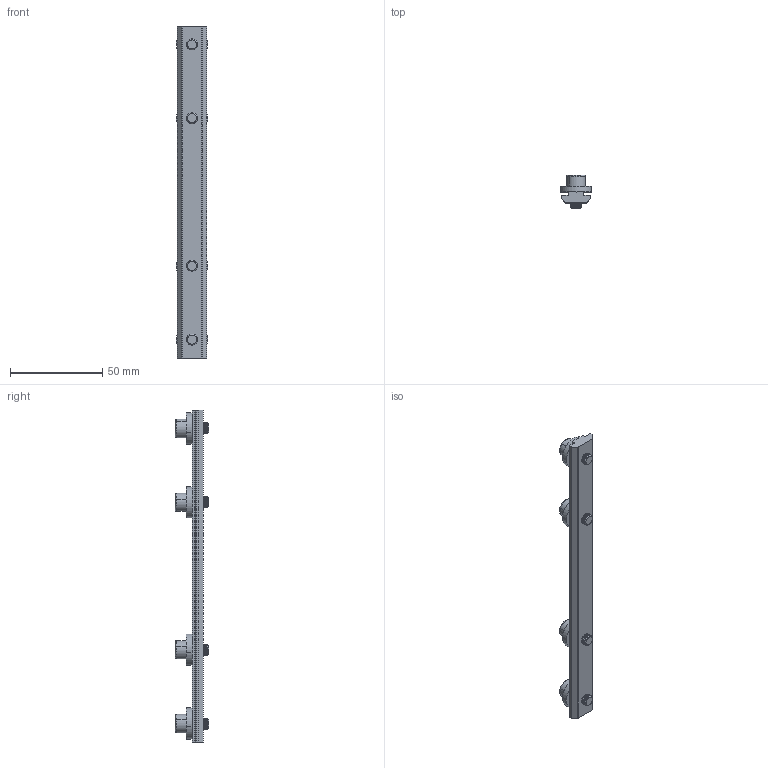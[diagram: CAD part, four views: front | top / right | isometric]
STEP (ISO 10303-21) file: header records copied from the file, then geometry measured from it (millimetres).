
FILE_DESCRIPTION (( 'STEP AP214' ), '1' );
FILE_NAME ('096010s11.STEP', '2014-08-21T10:01:46', ( '' ), ( '' ), 'SwSTEP 2.0', 'SolidWorks 2014', '' );
FILE_SCHEMA (( 'AUTOMOTIVE_DESIGN' ));
Length unit declared in the file: millimetre
Products named in the file (4): 096010s11; 096010s10_Standard; 4DIN7349D0617M_Standard; 4din912m0612m_4din912m0612m
Assembly tree (9 placements, depth 2):
  096010s11
    096010s10_Standard
    4DIN7349D0617M_Standard  x4
    4din912m0612m_4din912m0612m  x4
Bounding box: 17 x 18 x 180 mm (x, y, z)
Volume: 17970.2 mm3; surface area: 12845.6 mm2
Topology: 9 solids, 9 shells, 389 faces, 977 edges, 602 vertices
Faces by surface type: cone 160, cylinder 122, plane 91, torus 16
Entity records: 5144 total; most frequent: DIRECTION 755, CARTESIAN_POINT 730, ORIENTED_EDGE 666, EDGE_CURVE 333, AXIS2_PLACEMENT_3D 298, VERTEX_POINT 209, LINE 159, VECTOR 159
